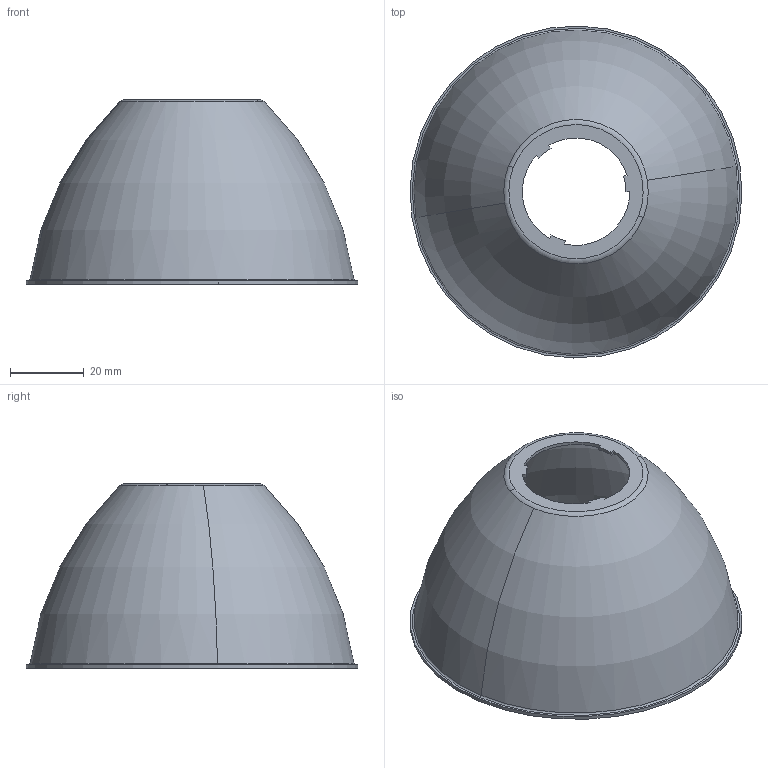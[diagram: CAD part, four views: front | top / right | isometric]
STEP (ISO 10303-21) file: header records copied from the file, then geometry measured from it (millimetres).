
FILE_DESCRIPTION(('Creo Elements/Direct Modeling STEP Export'),'2;1');
FILE_NAME('EVO90_REFLECTOR.stp','2016-07-11T14:05:43',(''),(''),'PTC Creo Elements/Direct Modeling STEP processor for AP214 (Solid Model)','PTC Creo Elements/Direct Modeling 19.0D 23-Nov-2015 (C) Parametric Technology GmbH','');
FILE_SCHEMA(('AUTOMOTIVE_DESIGN { 1 0 10303 214 1 1 1 1 }'));
Length unit declared in the file: millimetre
Products named in the file (2): riflettore
Assembly tree (1 placements, depth 2):
  riflettore
    riflettore
Bounding box: 89.99 x 89.99 x 50 mm (x, y, z)
Volume: 11483.8 mm3; surface area: 25863.4 mm2
Topology: 1 solids, 1 shells, 30 faces, 78 edges, 52 vertices
Faces by surface type: torus 12, plane 10, cylinder 8
Entity records: 913 total; most frequent: DIRECTION 158, ORIENTED_EDGE 156, CARTESIAN_POINT 144, EDGE_CURVE 78, AXIS2_PLACEMENT_3D 66, VERTEX_POINT 52, CIRCLE 34, EDGE_LOOP 34
